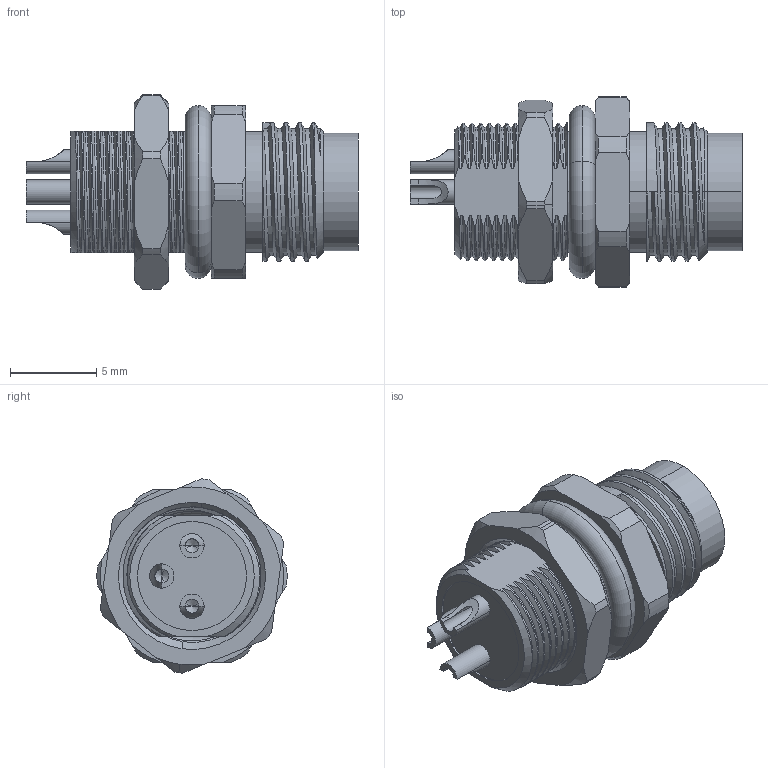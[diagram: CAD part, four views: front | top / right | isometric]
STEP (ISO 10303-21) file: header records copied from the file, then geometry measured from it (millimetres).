
FILE_DESCRIPTION (( 'STEP AP203' ), '1' );
FILE_NAME ('54-00294_A.STEP', '2022-05-10T18:10:24', ( '' ), ( '' ), 'SwSTEP 2.0', 'SolidWorks 2021', '' );
FILE_SCHEMA (( 'CONFIG_CONTROL_DESIGN' ));
Length unit declared in the file: millimetre
Products named in the file (6): 54-00294_A; 54-00294-02; 54-00294-01___; 54-00294-04___; 54-00294-05___; 54-00294-03___
Assembly tree (7 placements, depth 2):
  54-00294_A
    54-00294-01___
    54-00294-02
    54-00294-03___  x3
    54-00294-04___
    54-00294-05___
Bounding box: 19.2 x 10.99 x 11.25 mm (x, y, z)
Volume: 800.7 mm3; surface area: 2083.4 mm2
Topology: 7 solids, 7 shells, 344 faces, 886 edges, 568 vertices
Faces by surface type: cylinder 151, bspline 58, cone 55, plane 52, torus 22, sphere 6
Entity records: 30741 total; most frequent: CARTESIAN_POINT 23988, ORIENTED_EDGE 1480, DIRECTION 1043, EDGE_CURVE 740, VERTEX_POINT 484, AXIS2_PLACEMENT_3D 401, EDGE_LOOP 298, ADVANCED_FACE 276
